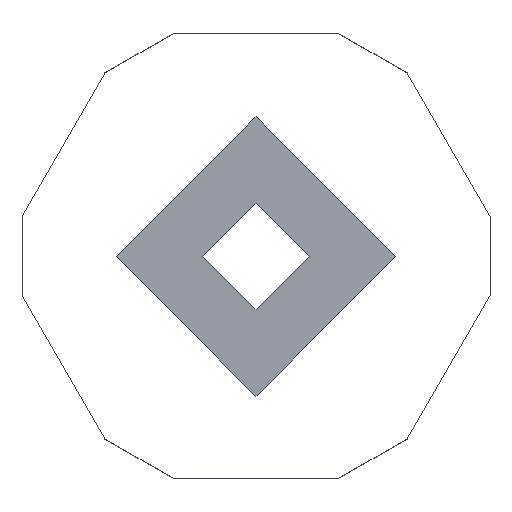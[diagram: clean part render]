
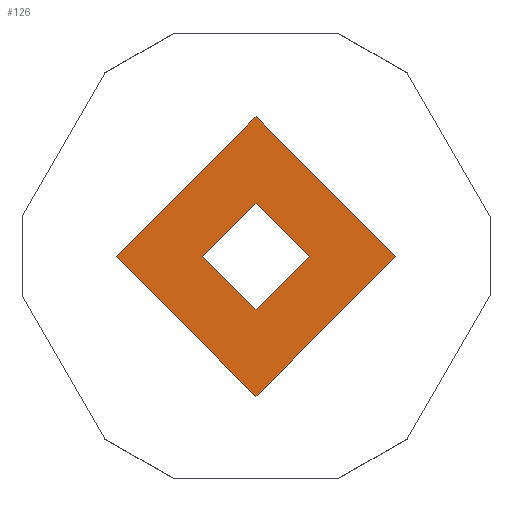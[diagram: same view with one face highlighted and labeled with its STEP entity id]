
A CAD part, top view. The second image highlights one B-rep face of the part: STEP entity #126.
In plain terms, the highlighted planar face has unit normal (0, 0, -1).
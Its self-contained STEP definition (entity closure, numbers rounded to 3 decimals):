
#126 = ADVANCED_FACE( '', ( #271, #272 ), #273, .F. );
#271 = FACE_OUTER_BOUND( '', #2057, .T. );
#272 = FACE_BOUND( '', #2058, .T. );
#273 = PLANE( '', #2059 );
#2057 = EDGE_LOOP( '', ( #3368 ) );
#2058 = EDGE_LOOP( '', ( #3369 ) );
#2059 = AXIS2_PLACEMENT_3D( '', #3370, #3371, #3372 );
#3368 = ORIENTED_EDGE( '', *, *, #3603, .T. );
#3369 = ORIENTED_EDGE( '', *, *, #3604, .T. );
#3370 = CARTESIAN_POINT( '', ( 0., 4., 0. ) );
#3371 = DIRECTION( '', ( 0., 0., 1. ) );
#3372 = DIRECTION( '', ( 1., 0., 0. ) );
#3603 = EDGE_CURVE( '', #3797, #3797, #3798, .F. );
#3604 = EDGE_CURVE( '', #3799, #3799, #3800, .T. );
#3797 = VERTEX_POINT( '', #5505 );
#3798 = CIRCLE( '', #5506, 7.75 );
#3799 = VERTEX_POINT( '', #5507 );
#3800 = CIRCLE( '', #5508, 2.959 );
#5505 = CARTESIAN_POINT( '', ( 7.75, 0., 0. ) );
#5506 = AXIS2_PLACEMENT_3D( '', #5901, #5902, #5903 );
#5507 = CARTESIAN_POINT( '', ( 2.959, 0., 0. ) );
#5508 = AXIS2_PLACEMENT_3D( '', #5904, #5905, #5906 );
#5901 = CARTESIAN_POINT( '', ( 0., 0., 0. ) );
#5902 = DIRECTION( '', ( 0., 0., 1. ) );
#5903 = DIRECTION( '', ( 1., 0., 0. ) );
#5904 = CARTESIAN_POINT( '', ( 0., 0., 0. ) );
#5905 = DIRECTION( '', ( 0., 0., 1. ) );
#5906 = DIRECTION( '', ( 1., 0., 0. ) );
